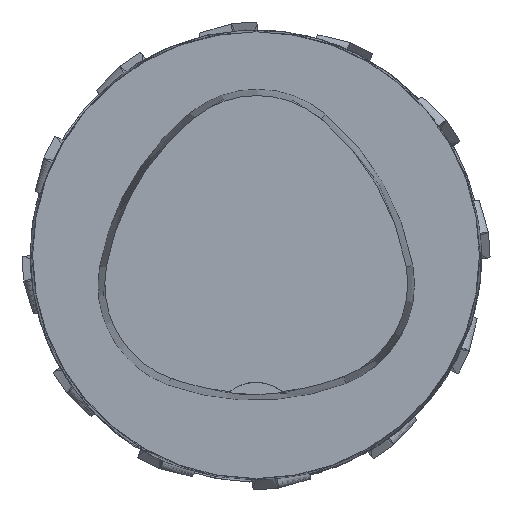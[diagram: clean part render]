
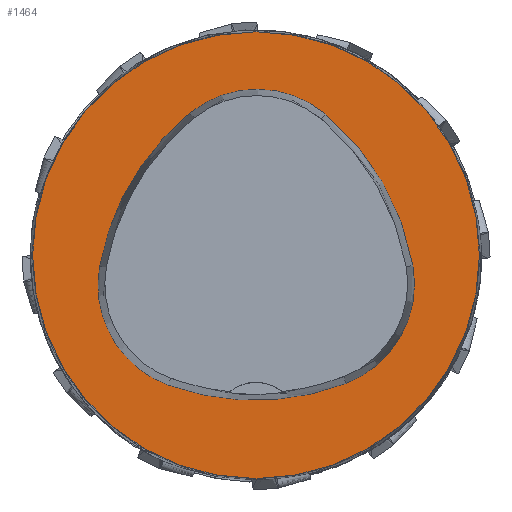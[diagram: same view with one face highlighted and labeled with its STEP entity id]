
A CAD part, top view. The second image highlights one B-rep face of the part: STEP entity #1464.
In plain terms, the highlighted planar face has unit normal (0, 0, 1).
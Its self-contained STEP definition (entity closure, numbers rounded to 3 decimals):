
#430=PLANE('',#8064);
#1464=ADVANCED_FACE('',(#2750,#2751),#430,.T.);
#2750=FACE_BOUND('',#3269,.T.);
#2751=FACE_BOUND('',#3270,.T.);
#3269=EDGE_LOOP('',(#5141,#5142,#5143,#5144,#5145,#5146));
#3270=EDGE_LOOP('',(#5147));
#5141=ORIENTED_EDGE('',*,*,#6848,.T.);
#5142=ORIENTED_EDGE('',*,*,#6828,.T.);
#5143=ORIENTED_EDGE('',*,*,#6832,.T.);
#5144=ORIENTED_EDGE('',*,*,#6835,.T.);
#5145=ORIENTED_EDGE('',*,*,#6838,.T.);
#5146=ORIENTED_EDGE('',*,*,#6846,.T.);
#5147=ORIENTED_EDGE('',*,*,#5927,.F.);
#5235=VERTEX_POINT('',#10250);
#5887=VERTEX_POINT('',#32407);
#5888=VERTEX_POINT('',#32408);
#5891=VERTEX_POINT('',#32416);
#5893=VERTEX_POINT('',#32422);
#5895=VERTEX_POINT('',#32428);
#5902=VERTEX_POINT('',#32449);
#5927=EDGE_CURVE('',#5235,#5235,#6881,.T.);
#6828=EDGE_CURVE('',#5887,#5888,#7047,.T.);
#6832=EDGE_CURVE('',#5888,#5891,#7049,.T.);
#6835=EDGE_CURVE('',#5891,#5893,#7051,.T.);
#6838=EDGE_CURVE('',#5893,#5895,#7053,.T.);
#6846=EDGE_CURVE('',#5895,#5902,#7057,.T.);
#6848=EDGE_CURVE('',#5902,#5887,#7059,.T.);
#6881=CIRCLE('',#7248,31.5);
#7047=CIRCLE('',#8042,36.);
#7049=CIRCLE('',#8045,15.);
#7051=CIRCLE('',#8048,36.);
#7053=CIRCLE('',#8051,15.);
#7057=CIRCLE('',#8056,36.);
#7059=CIRCLE('',#8059,15.);
#7248=AXIS2_PLACEMENT_3D('',#10249,#8151,#8152);
#8042=AXIS2_PLACEMENT_3D('',#32406,#10058,#10059);
#8045=AXIS2_PLACEMENT_3D('',#32415,#10066,#10067);
#8048=AXIS2_PLACEMENT_3D('',#32421,#10073,#10074);
#8051=AXIS2_PLACEMENT_3D('',#32427,#10080,#10081);
#8056=AXIS2_PLACEMENT_3D('',#32450,#10092,#10093);
#8059=AXIS2_PLACEMENT_3D('',#32453,#10098,#10099);
#8064=AXIS2_PLACEMENT_3D('',#32458,#10108,#10109);
#8151=DIRECTION('',(0.,0.,-1.));
#8152=DIRECTION('',(-1.,0.,0.));
#10058=DIRECTION('',(0.,0.,-1.));
#10059=DIRECTION('',(-1.,0.,0.));
#10066=DIRECTION('',(0.,0.,-1.));
#10067=DIRECTION('',(-1.,0.,0.));
#10073=DIRECTION('',(0.,0.,-1.));
#10074=DIRECTION('',(-1.,0.,0.));
#10080=DIRECTION('',(0.,0.,-1.));
#10081=DIRECTION('',(-1.,0.,0.));
#10092=DIRECTION('',(0.,0.,-1.));
#10093=DIRECTION('',(-1.,0.,0.));
#10098=DIRECTION('',(0.,0.,-1.));
#10099=DIRECTION('',(-1.,0.,0.));
#10108=DIRECTION('',(0.,0.,1.));
#10109=DIRECTION('',(1.,0.,0.));
#10249=CARTESIAN_POINT('',(0.,0.,0.));
#10250=CARTESIAN_POINT('',(-31.5,0.,0.));
#32406=CARTESIAN_POINT('',(13.398,-7.893,0.));
#32407=CARTESIAN_POINT('',(-22.041,-1.562,0.));
#32408=CARTESIAN_POINT('',(-9.317,20.036,0.));
#32415=CARTESIAN_POINT('',(0.148,8.399,0.));
#32416=CARTESIAN_POINT('',(9.779,19.898,0.));
#32421=CARTESIAN_POINT('',(-13.337,-7.7,0.));
#32422=CARTESIAN_POINT('',(22.122,-1.48,0.));
#32427=CARTESIAN_POINT('',(7.347,-4.071,0.));
#32428=CARTESIAN_POINT('',(12.693,-18.087,0.));
#32449=CARTESIAN_POINT('',(-12.373,-18.307,0.));
#32450=CARTESIAN_POINT('',(-0.137,15.55,0.));
#32453=CARTESIAN_POINT('',(-7.275,-4.2,0.));
#32458=CARTESIAN_POINT('',(0.,0.,0.));
